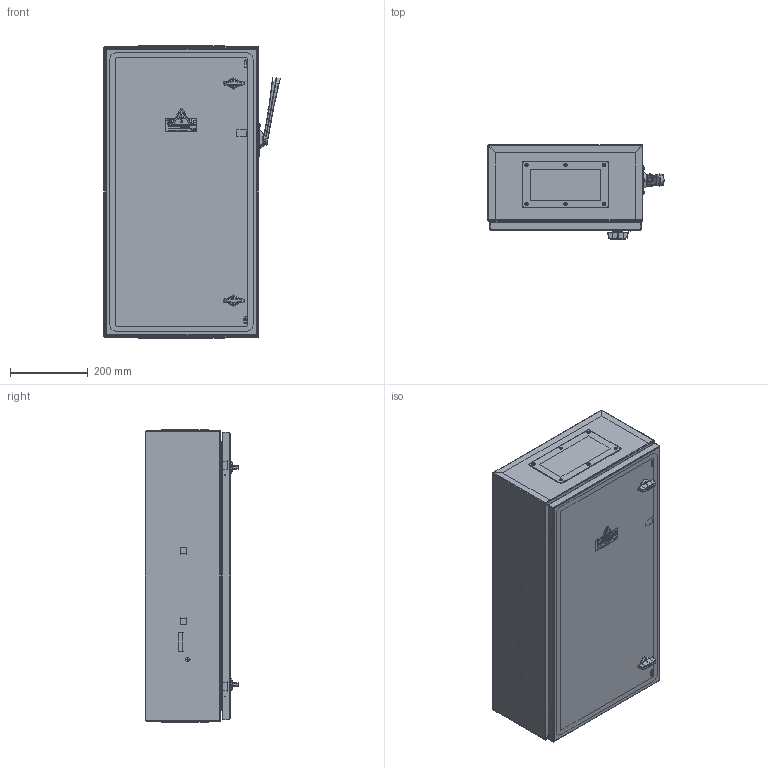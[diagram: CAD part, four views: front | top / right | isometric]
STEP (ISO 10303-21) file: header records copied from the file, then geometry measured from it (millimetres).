
FILE_DESCRIPTION (( 'STEP AP214' ), '1' );
FILE_NAME ('450.000.004 ßùèê ñèëîâîé ßÐÏ-400.STEP', '2024-10-28T10:47:27', ( '' ), ( '' ), 'SwSTEP 2.0', 'SolidWorks 2017', '' );
FILE_SCHEMA (( 'AUTOMOTIVE_DESIGN' ));
Length unit declared in the file: millimetre
Products named in the file (65): 040-53 署 玎镨疣栝_00; 蹴濋趌5915_M10; 嵑殧趌11371_6; 010-36 眈翴錪_02; 嵑殧趌6402_10; 044-37 Ïðîêëàäêà (ÂÐ)_00; Ðóêîÿòêà_ÇØ-1; 000.900.013 Áëîê âûêëþ÷àòåëÿ 400À_02; 鎔艜_17473_M6x12; 056-43 椯鴀殣罻_05; 鎔艜_17473_M6x16; 065-01 沶鐍趌00; 扻豵鵨_п-1; 026-121 赶鎀鍧_00; 060-19-01 嵙縺 400餛02; ������_��32_1_��32(400�); 044-30 砎鍧錟儆趌00; 000.211.057 攜歑罻_00; 嵑殧趌11371_5; Ðóêîÿòêà_ÂÐ32_2_00; 028-16 栴鍕趌00; 嵑殧趌11371_10; 003-53 栺樇罻_01; Êîíòàêò1_ÊÏ-ÏÍ2_1_02; 鎔艜_17473_M5x8; Ïðîêëàäêà ïåíîïîëèóðèòàí_06; 060-20 嵙縺 400餛02; ﾊ濱ﾂﾐ32_2-1_00; 012-73 攜歑罻_00; 028-40 栴鍕趌00; 040-116 Âèíò ñïåöèàëüíûé ST 4,8x9; ч瀁禬п-1_01; ��32-37�31250-32 ���3 (��������)_��32-37�31250-32; 蹴濋趌5927_M5; 橡邃铛疣龛蝈朦 贤2_1_弽2-400; 019-20 砑鳧罻_02; 060-19 嵙縺 400餛02; Êîíòàêò ïðåäîõðàíèòåëÿ ÏÍ2_1_02; 023-08 砑鳧罻_01; 044-38 Ïðîêëàäêà (ÂÐ)_00 ...
Assembly tree (199 placements, depth 5):
  450.000.004 ßùèê ñèëîâîé ßÐÏ-400
    000.106.005 Êàðêàñ ßÐÏ-400_00-01
      008-34 栺樇罻_00
      003-53 栺樇罻_01  x2
      019-20 砑鳧罻_02  x3
      055-55 赶鎀鍧_00
      025-50 砑鳧罻
    028-40 栴鍕趌00  x2
    Øïëèíò_397_3,2å40  x2
    嵑殧趌11371_5  x7
    嵑殧趌6402_5  x4
    鎔艜_17473_M5x8  x10
    000.201.052 攜歑罻_00-01
      000.211.057 攜歑罻_00
        012-73 攜歑罻_00
        028-16 栴鍕趌00  x2
        026-121 赶鎀鍧_00
      ﾇ瑟鶴 ﾇﾘ-1 (ﾟﾇﾘﾂ.8_L45)_01  x2
        扻豵鵨_п-1
        ч瀁禬п-1_01
        嵑殧趌11371_6
        鎔艜_17473_M6x12
        Ðóêîÿòêà_ÇØ-1
      Ïðîêëàäêà ïåíîïîëèóðèòàí_06
    000.900.013 Áëîê âûêëþ÷àòåëÿ 400À_02
      010-36 眈翴錪_02
      ��32-37�31250-32 ���3 (��������)_��32-37�31250-32
        ������_��32_1_��32(400�)
        ﾊ濱ﾂﾐ32_2-1_00
        嵑殧趌11371_10  x12
        鍔錓_7798_M10x30  x6
        嵑殧趌6402_10  x6
        蹴濋趌5915_M10  x6
        Ðóêîÿòêà_ÂÐ32_2_00
        蹴濋趌5927_M5  x3
        嵑殧趌11371_5  x2
        鎔艜_17473_M5x14  x3
      嵑殧趌11371_6  x14
      嵑殧趌6402_6  x7
      蹴濋趌5927_M6  x7
      鎔艜_17473_M6x16  x4
      000.612.012 Äåðæàòåëü ïðåäîõðàíèòåëÿ 400À_02  x3
        ﾎ魵瑙韃 ﾎﾔﾏ-2_01
        Êîíòàêò ïðåäîõðàíèòåëÿ ÏÍ2_1_02
          Êîíòàêò1_ÊÏ-ÏÍ2_1_02
          Ïðóæèíà-êîëüöî1_ðóáèëüíèê 100À_00  x2
          023-08 砑鳧罻_01
          嵑殧趌11371_5  x2
          鎔艜_17473_M5x20  x2
          嵑殧趌11371_10  x2
          嵑殧趌6402_10
          蹴濋趌5915_M10
          鍔錓_7798_M10x30
          嵑殧趌6402_5  x2
      鎔艜_17473_M6x25  x3
      060-19 嵙縺 400餛02
      060-20 嵙縺 400餛02
      060-19-01 嵙縺 400餛02
      044-35 砎鍧錟儆趌00  x3
      000.800.010 青镨疣蝈朦_00
Bounding box: 454.86 x 242 x 756.65 mm (x, y, z)
Volume: 4003011.1 mm3
Topology: 300 solids, 305 shells, 8484 faces, 20711 edges, 13093 vertices
Faces by surface type: plane 4079, cylinder 2429, bspline 1351, torus 291, sphere 270, cone 64
Full cylindrical faces by diameter (mm): 8.4 x1
Entity records: 231029 total; most frequent: CARTESIAN_POINT 124356, ORIENTED_EDGE 22736, DIRECTION 18482, EDGE_CURVE 11368, VERTEX_POINT 7439, LINE 6956, VECTOR 6956, AXIS2_PLACEMENT_3D 5763
